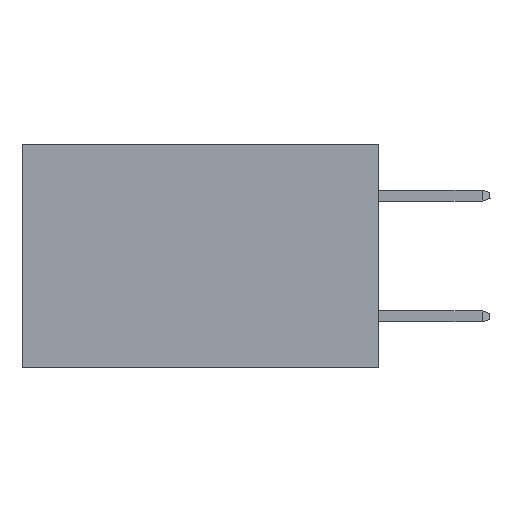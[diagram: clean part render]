
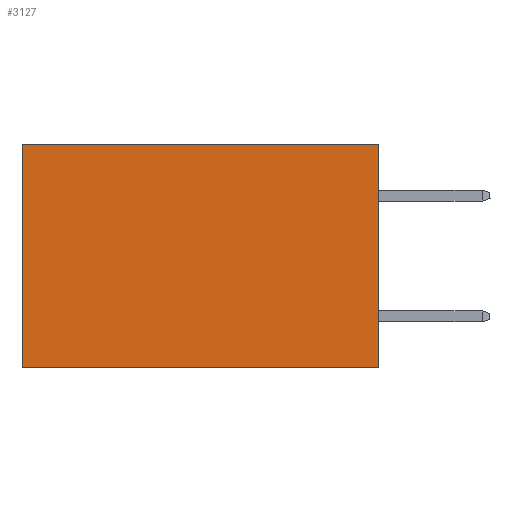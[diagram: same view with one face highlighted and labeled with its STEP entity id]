
A CAD part, left-side view. The second image highlights one B-rep face of the part: STEP entity #3127.
In plain terms, the highlighted planar face has unit normal (-1, 0, 0).
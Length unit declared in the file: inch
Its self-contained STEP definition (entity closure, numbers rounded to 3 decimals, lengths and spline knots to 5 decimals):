
#351 = DIRECTION ( 'NONE',  ( 0., 0., -1. ) ) ;
#357 = DIRECTION ( 'NONE',  ( 1., 0., 0. ) ) ;
#1488 = VERTEX_POINT ( 'NONE', #15856 ) ;
#1958 = LINE ( 'NONE', #4921, #8412 ) ;
#2086 = VERTEX_POINT ( 'NONE', #14218 ) ;
#2253 = EDGE_CURVE ( 'NONE', #2086, #6946, #1958, .T. ) ;
#3127 = ADVANCED_FACE ( 'NONE', ( #5730 ), #14547, .F. ) ;
#3827 = EDGE_CURVE ( 'NONE', #1488, #6946, #9164, .T. ) ;
#3897 = LINE ( 'NONE', #13673, #10699 ) ;
#4440 = VERTEX_POINT ( 'NONE', #12343 ) ;
#4523 = CARTESIAN_POINT ( 'NONE',  ( 0.277, 0., -0.37 ) ) ;
#4921 = CARTESIAN_POINT ( 'NONE',  ( 0.277, 0.59, -0.37 ) ) ;
#5460 = DIRECTION ( 'NONE',  ( 0., 1., 0. ) ) ;
#5730 = FACE_OUTER_BOUND ( 'NONE', #15431, .T. ) ;
#6444 = VECTOR ( 'NONE', #8387, 39.37008 ) ;
#6512 = ORIENTED_EDGE ( 'NONE', *, *, #2253, .T. ) ;
#6524 = ORIENTED_EDGE ( 'NONE', *, *, #3827, .F. ) ;
#6946 = VERTEX_POINT ( 'NONE', #9028 ) ;
#8207 = CARTESIAN_POINT ( 'NONE',  ( 0.277, 0., 0. ) ) ;
#8387 = DIRECTION ( 'NONE',  ( 0., 1., 0. ) ) ;
#8412 = VECTOR ( 'NONE', #13900, 39.37008 ) ;
#8735 = CARTESIAN_POINT ( 'NONE',  ( 0.277, 0., -0.37 ) ) ;
#9028 = CARTESIAN_POINT ( 'NONE',  ( 0.277, 0.59, -0.37 ) ) ;
#9164 = LINE ( 'NONE', #4523, #15498 ) ;
#9565 = EDGE_CURVE ( 'NONE', #4440, #2086, #13263, .T. ) ;
#9809 = DIRECTION ( 'NONE',  ( 0., 0., -1. ) ) ;
#10376 = AXIS2_PLACEMENT_3D ( 'NONE', #8735, #357, #351 ) ;
#10699 = VECTOR ( 'NONE', #9809, 39.37008 ) ;
#12343 = CARTESIAN_POINT ( 'NONE',  ( 0.277, 0., 0. ) ) ;
#12491 = ORIENTED_EDGE ( 'NONE', *, *, #14454, .F. ) ;
#13263 = LINE ( 'NONE', #8207, #6444 ) ;
#13673 = CARTESIAN_POINT ( 'NONE',  ( 0.277, 0., -0.37 ) ) ;
#13900 = DIRECTION ( 'NONE',  ( 0., 0., -1. ) ) ;
#14218 = CARTESIAN_POINT ( 'NONE',  ( 0.277, 0.59, 0. ) ) ;
#14454 = EDGE_CURVE ( 'NONE', #4440, #1488, #3897, .T. ) ;
#14547 = PLANE ( 'NONE',  #10376 ) ;
#14871 = ORIENTED_EDGE ( 'NONE', *, *, #9565, .T. ) ;
#15431 = EDGE_LOOP ( 'NONE', ( #6512, #6524, #12491, #14871 ) ) ;
#15498 = VECTOR ( 'NONE', #5460, 39.37008 ) ;
#15856 = CARTESIAN_POINT ( 'NONE',  ( 0.277, 0., -0.37 ) ) ;
